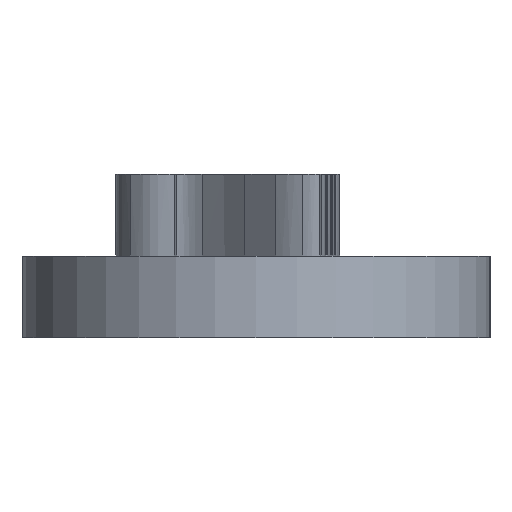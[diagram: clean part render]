
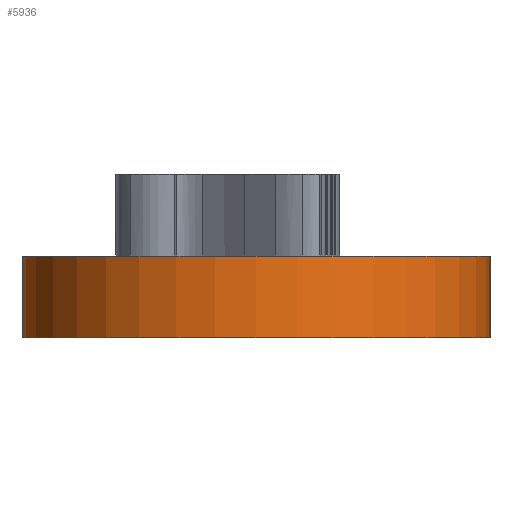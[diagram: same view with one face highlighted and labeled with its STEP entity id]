
A CAD part, left-side view. The second image highlights one B-rep face of the part: STEP entity #5936.
In plain terms, the highlighted cylindrical face has radius 2.867 mm (diameter 5.733 mm), a partial arc.
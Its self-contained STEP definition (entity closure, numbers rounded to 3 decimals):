
#197=CYLINDRICAL_SURFACE('',#6306,2.867);
#577=CIRCLE('',#6304,2.867);
#578=CIRCLE('',#6307,2.867);
#618=FACE_OUTER_BOUND('',#961,.T.);
#961=EDGE_LOOP('',(#4036,#4037,#4038,#4039));
#1337=LINE('',#7712,#1886);
#1338=LINE('',#7716,#1887);
#1886=VECTOR('',#6516,10.);
#1887=VECTOR('',#6521,10.);
#2407=VERTEX_POINT('',#7358);
#2408=VERTEX_POINT('',#7360);
#2482=VERTEX_POINT('',#7710);
#2483=VERTEX_POINT('',#7714);
#3025=EDGE_CURVE('',#2407,#2408,#577,.T.);
#3101=EDGE_CURVE('',#2407,#2482,#1337,.T.);
#3102=EDGE_CURVE('',#2483,#2482,#578,.T.);
#3103=EDGE_CURVE('',#2408,#2483,#1338,.T.);
#4036=ORIENTED_EDGE('',*,*,#3025,.F.);
#4037=ORIENTED_EDGE('',*,*,#3101,.T.);
#4038=ORIENTED_EDGE('',*,*,#3102,.F.);
#4039=ORIENTED_EDGE('',*,*,#3103,.F.);
#5936=ADVANCED_FACE('',(#618),#197,.T.);
#6304=AXIS2_PLACEMENT_3D('',#7361,#6487,#6488);
#6306=AXIS2_PLACEMENT_3D('',#7713,#6517,#6518);
#6307=AXIS2_PLACEMENT_3D('',#7715,#6519,#6520);
#6487=DIRECTION('center_axis',(0.,0.,1.));
#6488=DIRECTION('ref_axis',(1.,0.,0.));
#6516=DIRECTION('',(0.,0.,-1.));
#6517=DIRECTION('center_axis',(0.,0.,-1.));
#6518=DIRECTION('ref_axis',(-1.,0.,0.));
#6519=DIRECTION('center_axis',(0.,0.,-1.));
#6520=DIRECTION('ref_axis',(1.,0.,0.));
#6521=DIRECTION('',(0.,0.,-1.));
#7358=CARTESIAN_POINT('',(-31.551,3.867,0.));
#7360=CARTESIAN_POINT('',(-31.551,-1.867,0.));
#7361=CARTESIAN_POINT('Origin',(-31.551,1.,0.));
#7710=CARTESIAN_POINT('',(-31.551,3.867,-1.));
#7712=CARTESIAN_POINT('',(-31.551,3.867,0.));
#7713=CARTESIAN_POINT('Origin',(-31.551,1.,0.));
#7714=CARTESIAN_POINT('',(-31.551,-1.867,-1.));
#7715=CARTESIAN_POINT('Origin',(-31.551,1.,-1.));
#7716=CARTESIAN_POINT('',(-31.551,-1.867,0.));
